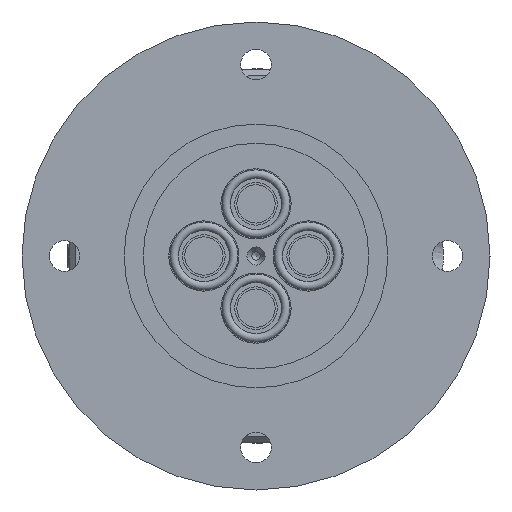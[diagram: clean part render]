
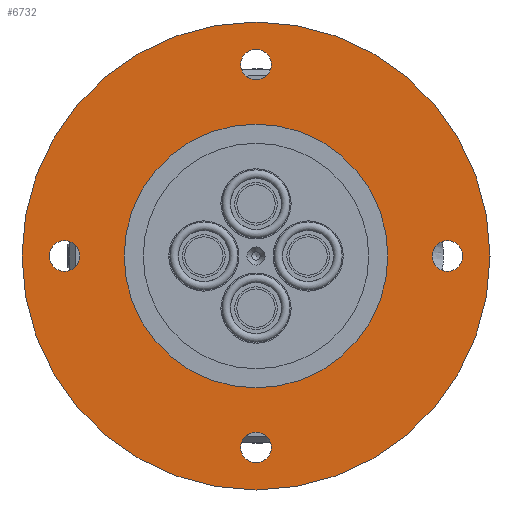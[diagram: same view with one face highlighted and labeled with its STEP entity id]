
A CAD part, left-side view. The second image highlights one B-rep face of the part: STEP entity #6732.
In plain terms, the highlighted planar face has unit normal (-1, 0, 0).
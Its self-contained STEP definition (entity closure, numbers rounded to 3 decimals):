
#1292=FACE_BOUND('',#2250,.T.);
#1293=FACE_BOUND('',#2251,.T.);
#1294=FACE_BOUND('',#2252,.T.);
#1295=FACE_BOUND('',#2253,.T.);
#1296=FACE_BOUND('',#2254,.T.);
#1412=PLANE('',#7335);
#1789=FACE_OUTER_BOUND('',#2249,.T.);
#2249=EDGE_LOOP('',(#6110,#6111));
#2250=EDGE_LOOP('',(#6112,#6113));
#2251=EDGE_LOOP('',(#6114,#6115));
#2252=EDGE_LOOP('',(#6116,#6117));
#2253=EDGE_LOOP('',(#6118,#6119));
#2254=EDGE_LOOP('',(#6120,#6121));
#2612=CIRCLE('',#7333,55.);
#2613=CIRCLE('',#7334,55.);
#2614=CIRCLE('',#7336,3.6);
#2615=CIRCLE('',#7337,3.6);
#2616=CIRCLE('',#7338,3.6);
#2617=CIRCLE('',#7339,3.6);
#2618=CIRCLE('',#7340,3.6);
#2619=CIRCLE('',#7341,3.6);
#2620=CIRCLE('',#7342,3.6);
#2621=CIRCLE('',#7343,3.6);
#2622=CIRCLE('',#7344,31.);
#2623=CIRCLE('',#7345,31.);
#3275=VERTEX_POINT('',#16640);
#3276=VERTEX_POINT('',#16642);
#3277=VERTEX_POINT('',#16646);
#3278=VERTEX_POINT('',#16647);
#3279=VERTEX_POINT('',#16650);
#3280=VERTEX_POINT('',#16651);
#3281=VERTEX_POINT('',#16654);
#3282=VERTEX_POINT('',#16655);
#3283=VERTEX_POINT('',#16658);
#3284=VERTEX_POINT('',#16659);
#3285=VERTEX_POINT('',#16662);
#3286=VERTEX_POINT('',#16663);
#4231=EDGE_CURVE('',#3275,#3276,#2612,.T.);
#4232=EDGE_CURVE('',#3276,#3275,#2613,.T.);
#4233=EDGE_CURVE('',#3277,#3278,#2614,.T.);
#4234=EDGE_CURVE('',#3278,#3277,#2615,.T.);
#4235=EDGE_CURVE('',#3279,#3280,#2616,.T.);
#4236=EDGE_CURVE('',#3280,#3279,#2617,.T.);
#4237=EDGE_CURVE('',#3281,#3282,#2618,.T.);
#4238=EDGE_CURVE('',#3282,#3281,#2619,.T.);
#4239=EDGE_CURVE('',#3283,#3284,#2620,.T.);
#4240=EDGE_CURVE('',#3284,#3283,#2621,.T.);
#4241=EDGE_CURVE('',#3285,#3286,#2622,.T.);
#4242=EDGE_CURVE('',#3286,#3285,#2623,.T.);
#6110=ORIENTED_EDGE('',*,*,#4232,.F.);
#6111=ORIENTED_EDGE('',*,*,#4231,.F.);
#6112=ORIENTED_EDGE('',*,*,#4233,.T.);
#6113=ORIENTED_EDGE('',*,*,#4234,.T.);
#6114=ORIENTED_EDGE('',*,*,#4235,.T.);
#6115=ORIENTED_EDGE('',*,*,#4236,.T.);
#6116=ORIENTED_EDGE('',*,*,#4237,.T.);
#6117=ORIENTED_EDGE('',*,*,#4238,.T.);
#6118=ORIENTED_EDGE('',*,*,#4239,.T.);
#6119=ORIENTED_EDGE('',*,*,#4240,.T.);
#6120=ORIENTED_EDGE('',*,*,#4241,.T.);
#6121=ORIENTED_EDGE('',*,*,#4242,.T.);
#6732=ADVANCED_FACE('',(#1789,#1292,#1293,#1294,#1295,#1296),#1412,.T.);
#7333=AXIS2_PLACEMENT_3D('',#16643,#8805,#8806);
#7334=AXIS2_PLACEMENT_3D('',#16644,#8807,#8808);
#7335=AXIS2_PLACEMENT_3D('',#16645,#8809,#8810);
#7336=AXIS2_PLACEMENT_3D('',#16648,#8811,#8812);
#7337=AXIS2_PLACEMENT_3D('',#16649,#8813,#8814);
#7338=AXIS2_PLACEMENT_3D('',#16652,#8815,#8816);
#7339=AXIS2_PLACEMENT_3D('',#16653,#8817,#8818);
#7340=AXIS2_PLACEMENT_3D('',#16656,#8819,#8820);
#7341=AXIS2_PLACEMENT_3D('',#16657,#8821,#8822);
#7342=AXIS2_PLACEMENT_3D('',#16660,#8823,#8824);
#7343=AXIS2_PLACEMENT_3D('',#16661,#8825,#8826);
#7344=AXIS2_PLACEMENT_3D('',#16664,#8827,#8828);
#7345=AXIS2_PLACEMENT_3D('',#16665,#8829,#8830);
#8805=DIRECTION('center_axis',(1.,0.,0.));
#8806=DIRECTION('ref_axis',(0.,1.,0.));
#8807=DIRECTION('center_axis',(1.,0.,0.));
#8808=DIRECTION('ref_axis',(0.,1.,0.));
#8809=DIRECTION('center_axis',(-1.,0.,0.));
#8810=DIRECTION('ref_axis',(0.,0.,1.));
#8811=DIRECTION('center_axis',(1.,0.,0.));
#8812=DIRECTION('ref_axis',(0.,1.,0.));
#8813=DIRECTION('center_axis',(1.,0.,0.));
#8814=DIRECTION('ref_axis',(0.,1.,0.));
#8815=DIRECTION('center_axis',(1.,0.,0.));
#8816=DIRECTION('ref_axis',(0.,0.,-1.));
#8817=DIRECTION('center_axis',(1.,0.,0.));
#8818=DIRECTION('ref_axis',(0.,0.,-1.));
#8819=DIRECTION('center_axis',(1.,0.,0.));
#8820=DIRECTION('ref_axis',(0.,-1.,0.));
#8821=DIRECTION('center_axis',(1.,0.,0.));
#8822=DIRECTION('ref_axis',(0.,-1.,0.));
#8823=DIRECTION('center_axis',(1.,0.,0.));
#8824=DIRECTION('ref_axis',(0.,0.,1.));
#8825=DIRECTION('center_axis',(1.,0.,0.));
#8826=DIRECTION('ref_axis',(0.,0.,1.));
#8827=DIRECTION('center_axis',(1.,0.,0.));
#8828=DIRECTION('ref_axis',(0.,1.,0.));
#8829=DIRECTION('center_axis',(1.,0.,0.));
#8830=DIRECTION('ref_axis',(0.,1.,0.));
#16640=CARTESIAN_POINT('',(-25.3,-55.,0.));
#16642=CARTESIAN_POINT('',(-25.3,55.,0.));
#16643=CARTESIAN_POINT('Origin',(-25.3,0.,0.));
#16644=CARTESIAN_POINT('Origin',(-25.3,0.,0.));
#16645=CARTESIAN_POINT('Origin',(-25.3,43.,0.));
#16646=CARTESIAN_POINT('',(-25.3,3.6,-45.));
#16647=CARTESIAN_POINT('',(-25.3,-3.6,-45.));
#16648=CARTESIAN_POINT('Origin',(-25.3,0.,-45.));
#16649=CARTESIAN_POINT('Origin',(-25.3,0.,-45.));
#16650=CARTESIAN_POINT('',(-25.3,-45.,-3.6));
#16651=CARTESIAN_POINT('',(-25.3,-45.,3.6));
#16652=CARTESIAN_POINT('Origin',(-25.3,-45.,0.));
#16653=CARTESIAN_POINT('Origin',(-25.3,-45.,0.));
#16654=CARTESIAN_POINT('',(-25.3,-3.6,45.));
#16655=CARTESIAN_POINT('',(-25.3,3.6,45.));
#16656=CARTESIAN_POINT('Origin',(-25.3,0.,45.));
#16657=CARTESIAN_POINT('Origin',(-25.3,0.,45.));
#16658=CARTESIAN_POINT('',(-25.3,45.,3.6));
#16659=CARTESIAN_POINT('',(-25.3,45.,-3.6));
#16660=CARTESIAN_POINT('Origin',(-25.3,45.,0.));
#16661=CARTESIAN_POINT('Origin',(-25.3,45.,0.));
#16662=CARTESIAN_POINT('',(-25.3,31.,0.));
#16663=CARTESIAN_POINT('',(-25.3,-31.,0.));
#16664=CARTESIAN_POINT('Origin',(-25.3,0.,0.));
#16665=CARTESIAN_POINT('Origin',(-25.3,0.,0.));
